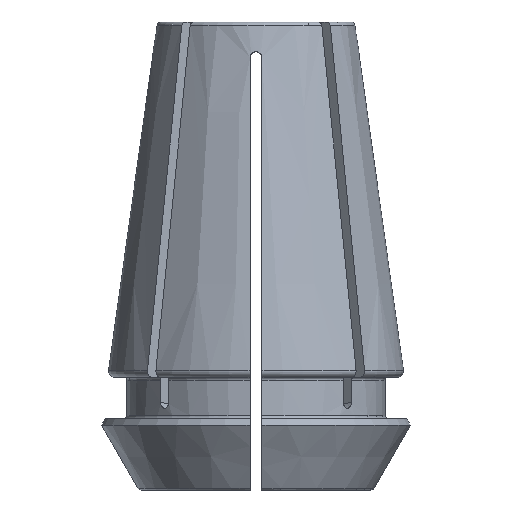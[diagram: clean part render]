
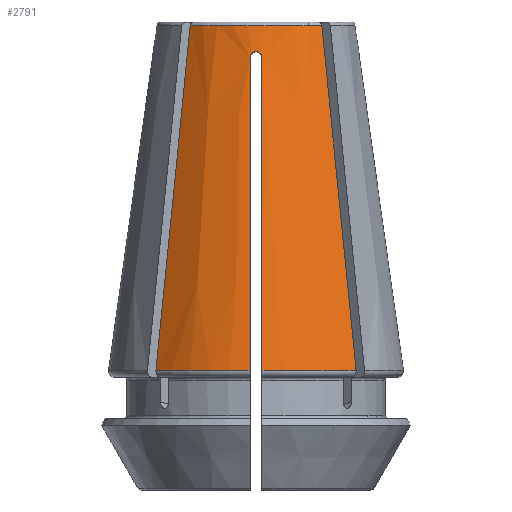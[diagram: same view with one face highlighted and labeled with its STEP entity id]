
A CAD part, front view. The second image highlights one B-rep face of the part: STEP entity #2791.
In plain terms, the highlighted conical face has half-angle 8 degrees and reference radius 6.641 mm.
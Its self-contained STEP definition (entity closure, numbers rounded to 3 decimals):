
#21=CONICAL_SURFACE('',#2978,6.641,0.14);
#161=CIRCLE('',#2971,9.936);
#166=CIRCLE('',#2979,6.677);
#167=CIRCLE('',#2980,9.936);
#722=ORIENTED_EDGE('',*,*,#1616,.T.);
#723=ORIENTED_EDGE('',*,*,#1629,.T.);
#724=ORIENTED_EDGE('',*,*,#1630,.F.);
#725=ORIENTED_EDGE('',*,*,#1631,.T.);
#726=ORIENTED_EDGE('',*,*,#1632,.T.);
#727=ORIENTED_EDGE('',*,*,#1633,.F.);
#728=ORIENTED_EDGE('',*,*,#1634,.T.);
#729=ORIENTED_EDGE('',*,*,#1635,.T.);
#1616=EDGE_CURVE('',#2069,#2068,#161,.T.);
#1629=EDGE_CURVE('',#2068,#2080,#2344,.T.);
#1630=EDGE_CURVE('',#2081,#2080,#166,.T.);
#1631=EDGE_CURVE('',#2081,#2082,#2345,.T.);
#1632=EDGE_CURVE('',#2082,#2083,#167,.T.);
#1633=EDGE_CURVE('',#2084,#2083,#2346,.T.);
#1634=EDGE_CURVE('',#2084,#2085,#2347,.T.);
#1635=EDGE_CURVE('',#2085,#2069,#2348,.T.);
#2068=VERTEX_POINT('',#4189);
#2069=VERTEX_POINT('',#4191);
#2080=VERTEX_POINT('',#4231);
#2081=VERTEX_POINT('',#4233);
#2082=VERTEX_POINT('',#4241);
#2083=VERTEX_POINT('',#4243);
#2084=VERTEX_POINT('',#4254);
#2085=VERTEX_POINT('',#4262);
#2344=B_SPLINE_CURVE_WITH_KNOTS('',3,(#4224,#4225,#4226,#4227,#4228,#4229,
#4230),.UNSPECIFIED.,.F.,.F.,(4,3,4),(0.,0.017,
0.023),.UNSPECIFIED.);
#2345=B_SPLINE_CURVE_WITH_KNOTS('',3,(#4234,#4235,#4236,#4237,#4238,#4239,
#4240),.UNSPECIFIED.,.F.,.F.,(4,3,4),(0.,0.012,
0.023),.UNSPECIFIED.);
#2346=B_SPLINE_CURVE_WITH_KNOTS('',3,(#4244,#4245,#4246,#4247,#4248,#4249,
#4250,#4251,#4252,#4253),.UNSPECIFIED.,.F.,.F.,(4,3,3,4),(0.01,
0.013,0.026,0.032),.UNSPECIFIED.);
#2347=B_SPLINE_CURVE_WITH_KNOTS('',3,(#4255,#4256,#4257,#4258,#4259,#4260,
#4261),.UNSPECIFIED.,.F.,.F.,(4,1,1,1,4),(0.,0.,
0.001,0.001,0.001),
 .UNSPECIFIED.);
#2348=B_SPLINE_CURVE_WITH_KNOTS('',3,(#4263,#4264,#4265,#4266,#4267,#4268,
#4269,#4270,#4271,#4272),.UNSPECIFIED.,.F.,.F.,(4,3,3,4),(0.01,
0.013,0.026,0.032),.UNSPECIFIED.);
#2459=EDGE_LOOP('',(#722,#723,#724,#725,#726,#727,#728,#729));
#2611=FACE_BOUND('',#2459,.T.);
#2791=ADVANCED_FACE('',(#2611),#21,.T.);
#2971=AXIS2_PLACEMENT_3D('',#4190,#3336,#3337);
#2978=AXIS2_PLACEMENT_3D('',#4223,#3356,#3357);
#2979=AXIS2_PLACEMENT_3D('',#4232,#3358,#3359);
#2980=AXIS2_PLACEMENT_3D('',#4242,#3360,#3361);
#3336=DIRECTION('',(0.,0.,1.));
#3337=DIRECTION('',(1.,0.,0.));
#3356=DIRECTION('',(0.,0.,-1.));
#3357=DIRECTION('',(-1.,0.,0.));
#3358=DIRECTION('',(0.,0.,1.));
#3359=DIRECTION('',(1.,0.,0.));
#3360=DIRECTION('',(0.,0.,1.));
#3361=DIRECTION('',(1.,0.,0.));
#4189=CARTESIAN_POINT('',(6.737,-7.303,3.256));
#4190=CARTESIAN_POINT('',(0.,0.,3.256));
#4191=CARTESIAN_POINT('',(0.4,-9.928,3.256));
#4223=CARTESIAN_POINT('',(0.,0.,26.7));
#4224=CARTESIAN_POINT('',(6.737,-7.303,3.256));
#4225=CARTESIAN_POINT('',(6.165,-6.73,9.014));
#4226=CARTESIAN_POINT('',(5.592,-6.157,14.772));
#4227=CARTESIAN_POINT('',(5.019,-5.584,20.53));
#4228=CARTESIAN_POINT('',(4.823,-5.388,22.5));
#4229=CARTESIAN_POINT('',(4.626,-5.192,24.471));
#4230=CARTESIAN_POINT('',(4.43,-4.996,26.442));
#4231=CARTESIAN_POINT('',(4.43,-4.996,26.442));
#4232=CARTESIAN_POINT('',(0.,0.,26.442));
#4233=CARTESIAN_POINT('',(-4.43,-4.996,26.442));
#4234=CARTESIAN_POINT('',(-4.43,-4.996,26.442));
#4235=CARTESIAN_POINT('',(-4.816,-5.381,22.572));
#4236=CARTESIAN_POINT('',(-5.201,-5.766,18.703));
#4237=CARTESIAN_POINT('',(-5.586,-6.151,14.833));
#4238=CARTESIAN_POINT('',(-5.97,-6.535,10.974));
#4239=CARTESIAN_POINT('',(-6.353,-6.919,7.115));
#4240=CARTESIAN_POINT('',(-6.737,-7.303,3.256));
#4241=CARTESIAN_POINT('',(-6.737,-7.303,3.256));
#4242=CARTESIAN_POINT('',(0.,0.,3.256));
#4243=CARTESIAN_POINT('',(-0.4,-9.928,3.256));
#4244=CARTESIAN_POINT('',(-0.4,-6.968,24.292));
#4245=CARTESIAN_POINT('',(-0.4,-7.079,23.504));
#4246=CARTESIAN_POINT('',(-0.4,-7.19,22.716));
#4247=CARTESIAN_POINT('',(-0.4,-7.301,21.928));
#4248=CARTESIAN_POINT('',(-0.4,-7.897,17.691));
#4249=CARTESIAN_POINT('',(-0.4,-8.493,13.454));
#4250=CARTESIAN_POINT('',(-0.4,-9.089,9.217));
#4251=CARTESIAN_POINT('',(-0.4,-9.369,7.23));
#4252=CARTESIAN_POINT('',(-0.4,-9.648,5.243));
#4253=CARTESIAN_POINT('',(-0.4,-9.928,3.256));
#4254=CARTESIAN_POINT('',(-0.4,-6.968,24.292));
#4255=CARTESIAN_POINT('',(-0.4,-6.968,24.292));
#4256=CARTESIAN_POINT('',(-0.4,-6.953,24.398));
#4257=CARTESIAN_POINT('',(-0.317,-6.929,24.608));
#4258=CARTESIAN_POINT('',(-0.001,-6.919,24.746));
#4259=CARTESIAN_POINT('',(0.317,-6.929,24.609));
#4260=CARTESIAN_POINT('',(0.4,-6.953,24.398));
#4261=CARTESIAN_POINT('',(0.4,-6.968,24.292));
#4262=CARTESIAN_POINT('',(0.4,-6.968,24.292));
#4263=CARTESIAN_POINT('',(0.4,-6.968,24.292));
#4264=CARTESIAN_POINT('',(0.4,-7.079,23.504));
#4265=CARTESIAN_POINT('',(0.4,-7.19,22.716));
#4266=CARTESIAN_POINT('',(0.4,-7.301,21.928));
#4267=CARTESIAN_POINT('',(0.4,-7.897,17.691));
#4268=CARTESIAN_POINT('',(0.4,-8.493,13.454));
#4269=CARTESIAN_POINT('',(0.4,-9.089,9.217));
#4270=CARTESIAN_POINT('',(0.4,-9.369,7.23));
#4271=CARTESIAN_POINT('',(0.4,-9.648,5.243));
#4272=CARTESIAN_POINT('',(0.4,-9.928,3.256));
